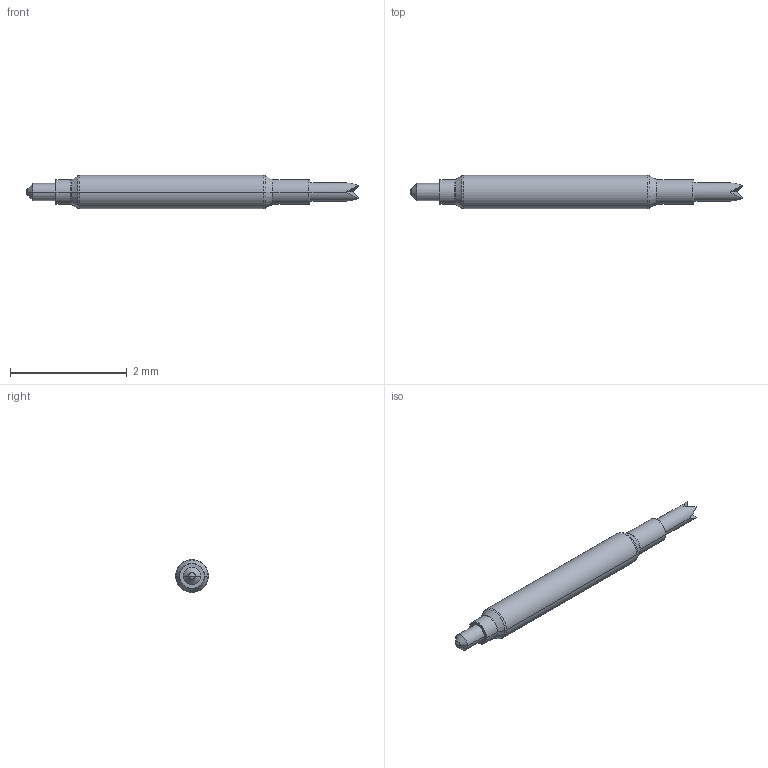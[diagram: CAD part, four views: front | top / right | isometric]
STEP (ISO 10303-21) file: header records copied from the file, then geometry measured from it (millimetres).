
FILE_DESCRIPTION (( 'STEP AP214' ), '1' );
FILE_NAME ('M08-PRH8944.STEP', '2012-12-05T13:05:49', ( 'Authorized User' ), ( '' ), 'SwSTEP 2.0', 'SolidWorks 2012', '' );
FILE_SCHEMA (( 'AUTOMOTIVE_DESIGN' ));
Length unit declared in the file: inch
Products named in the file (1): M08-PRH8944
Bounding box: 5.69 x 0.57 x 0.57 mm (x, y, z)
Volume: 1.1 mm3; surface area: 8.8 mm2
Topology: 1 solids, 1 shells, 46 faces, 100 edges, 58 vertices
Faces by surface type: plane 18, cylinder 10, torus 10, cone 6, sphere 2
Entity records: 1282 total; most frequent: CARTESIAN_POINT 247, DIRECTION 226, ORIENTED_EDGE 200, EDGE_CURVE 100, AXIS2_PLACEMENT_3D 93, VERTEX_POINT 58, EDGE_LOOP 48, CIRCLE 46
